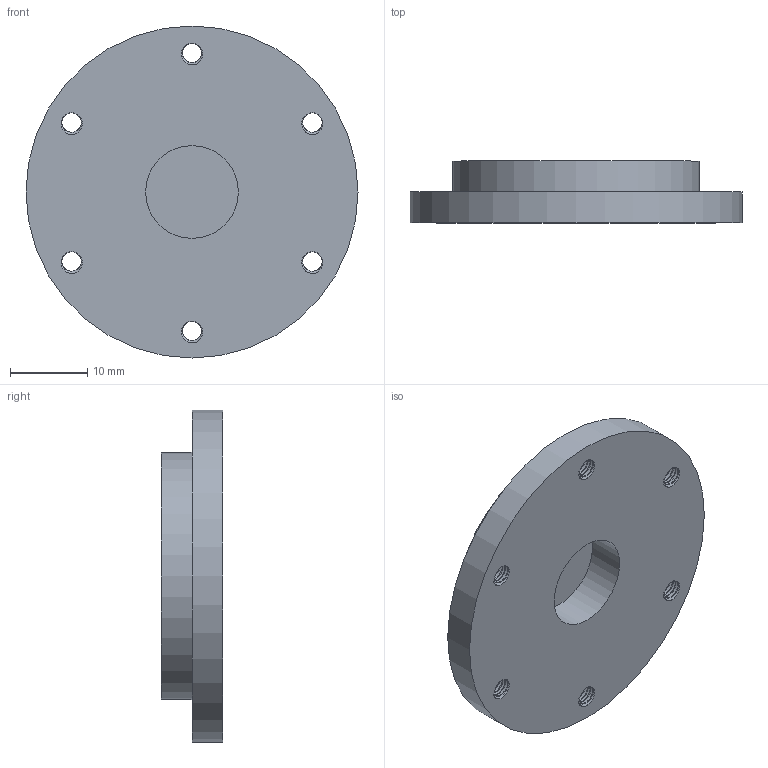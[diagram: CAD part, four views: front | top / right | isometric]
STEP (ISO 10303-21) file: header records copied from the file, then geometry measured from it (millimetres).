
FILE_DESCRIPTION(/* description */ (''),/* implementation_level */ '2;1');
FILE_NAME(/* name */ 'OutPutPlate v2.step',/* time_stamp */ '2024-03-24T18:45:54-04:00',/* author */ (''),/* organization */ (''),/* preprocessor_version */ 'ST-DEVELOPER v20',/* originating_system */ 'Autodesk Translation Framework v12.20.1.177',/* authorisation */ '');
FILE_SCHEMA (('AUTOMOTIVE_DESIGN { 1 0 10303 214 3 1 1 }'));
Length unit declared in the file: millimetre
Products named in the file (1): OutPutPlate
Bounding box: 43 x 8 x 43 mm (x, y, z)
Volume: 7980.5 mm3; surface area: 4914.8 mm2
Topology: 1 solids, 1 shells, 263 faces, 753 edges, 502 vertices
Faces by surface type: cylinder 223, bspline 28, plane 12
Full cylindrical faces by diameter (mm): 2.529 x24, 3.086 x12, 3.332 x32, 4.109 x8, 12 x1, 32 x1, 43 x1
Entity records: 23321 total; most frequent: CARTESIAN_POINT 17359, ORIENTED_EDGE 1506, DIRECTION 807, EDGE_CURVE 753, VERTEX_POINT 502, B_SPLINE_CURVE_WITH_KNOTS 488, AXIS2_PLACEMENT_3D 306, EDGE_LOOP 285
